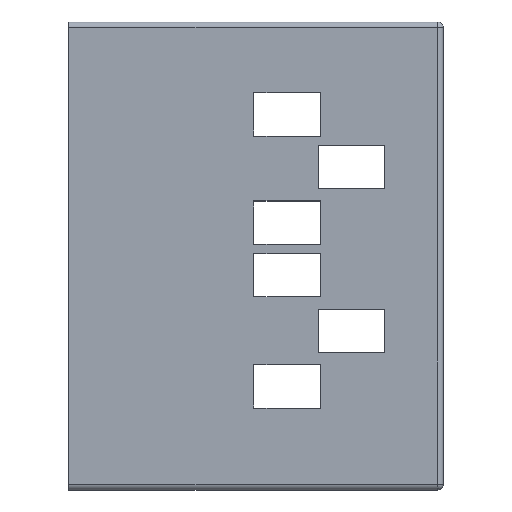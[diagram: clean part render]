
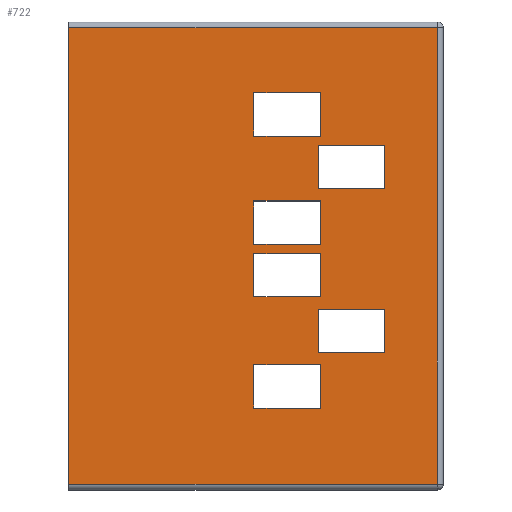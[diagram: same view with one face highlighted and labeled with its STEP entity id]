
A CAD part, top view. The second image highlights one B-rep face of the part: STEP entity #722.
In plain terms, the highlighted planar face has unit normal (0, 0, 1).
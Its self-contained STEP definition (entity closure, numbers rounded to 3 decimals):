
#21=FACE_BOUND('',#127,.T.);
#22=FACE_BOUND('',#128,.T.);
#23=FACE_BOUND('',#129,.T.);
#24=FACE_BOUND('',#130,.T.);
#25=FACE_BOUND('',#131,.T.);
#26=FACE_BOUND('',#132,.T.);
#34=PLANE('',#784);
#82=FACE_OUTER_BOUND('',#126,.T.);
#126=EDGE_LOOP('',(#585,#586,#587,#588));
#127=EDGE_LOOP('',(#589,#590,#591,#592));
#128=EDGE_LOOP('',(#593,#594,#595,#596));
#129=EDGE_LOOP('',(#597,#598,#599,#600));
#130=EDGE_LOOP('',(#601,#602,#603,#604));
#131=EDGE_LOOP('',(#605,#606,#607,#608));
#132=EDGE_LOOP('',(#609,#610,#611,#612));
#159=LINE('',#1016,#249);
#161=LINE('',#1026,#251);
#164=LINE('',#1033,#254);
#198=LINE('',#1100,#288);
#199=LINE('',#1104,#289);
#202=LINE('',#1110,#292);
#205=LINE('',#1116,#295);
#206=LINE('',#1118,#296);
#207=LINE('',#1120,#297);
#208=LINE('',#1121,#298);
#209=LINE('',#1123,#299);
#210=LINE('',#1125,#300);
#211=LINE('',#1126,#301);
#212=LINE('',#1129,#302);
#213=LINE('',#1131,#303);
#214=LINE('',#1133,#304);
#215=LINE('',#1134,#305);
#216=LINE('',#1137,#306);
#217=LINE('',#1139,#307);
#218=LINE('',#1141,#308);
#219=LINE('',#1142,#309);
#220=LINE('',#1145,#310);
#221=LINE('',#1147,#311);
#222=LINE('',#1149,#312);
#223=LINE('',#1150,#313);
#224=LINE('',#1152,#314);
#225=LINE('',#1154,#315);
#226=LINE('',#1155,#316);
#249=VECTOR('',#829,10.);
#251=VECTOR('',#841,10.);
#254=VECTOR('',#848,10.);
#288=VECTOR('',#896,10.);
#289=VECTOR('',#899,10.);
#292=VECTOR('',#904,10.);
#295=VECTOR('',#909,10.);
#296=VECTOR('',#910,10.);
#297=VECTOR('',#911,10.);
#298=VECTOR('',#912,10.);
#299=VECTOR('',#913,10.);
#300=VECTOR('',#914,10.);
#301=VECTOR('',#915,10.);
#302=VECTOR('',#916,10.);
#303=VECTOR('',#917,10.);
#304=VECTOR('',#918,10.);
#305=VECTOR('',#919,10.);
#306=VECTOR('',#920,10.);
#307=VECTOR('',#921,10.);
#308=VECTOR('',#922,10.);
#309=VECTOR('',#923,10.);
#310=VECTOR('',#924,10.);
#311=VECTOR('',#925,10.);
#312=VECTOR('',#926,10.);
#313=VECTOR('',#927,10.);
#314=VECTOR('',#928,10.);
#315=VECTOR('',#929,10.);
#316=VECTOR('',#930,10.);
#343=VERTEX_POINT('',#1009);
#345=VERTEX_POINT('',#1014);
#348=VERTEX_POINT('',#1022);
#349=VERTEX_POINT('',#1029);
#377=VERTEX_POINT('',#1102);
#378=VERTEX_POINT('',#1103);
#379=VERTEX_POINT('',#1108);
#380=VERTEX_POINT('',#1109);
#381=VERTEX_POINT('',#1114);
#382=VERTEX_POINT('',#1115);
#383=VERTEX_POINT('',#1117);
#384=VERTEX_POINT('',#1119);
#385=VERTEX_POINT('',#1122);
#386=VERTEX_POINT('',#1124);
#387=VERTEX_POINT('',#1127);
#388=VERTEX_POINT('',#1128);
#389=VERTEX_POINT('',#1130);
#390=VERTEX_POINT('',#1132);
#391=VERTEX_POINT('',#1135);
#392=VERTEX_POINT('',#1136);
#393=VERTEX_POINT('',#1138);
#394=VERTEX_POINT('',#1140);
#395=VERTEX_POINT('',#1143);
#396=VERTEX_POINT('',#1144);
#397=VERTEX_POINT('',#1146);
#398=VERTEX_POINT('',#1148);
#399=VERTEX_POINT('',#1151);
#400=VERTEX_POINT('',#1153);
#409=EDGE_CURVE('',#345,#343,#159,.T.);
#414=EDGE_CURVE('',#343,#348,#161,.T.);
#418=EDGE_CURVE('',#348,#349,#164,.T.);
#452=EDGE_CURVE('',#349,#345,#198,.T.);
#453=EDGE_CURVE('',#377,#378,#199,.T.);
#456=EDGE_CURVE('',#379,#380,#202,.T.);
#459=EDGE_CURVE('',#381,#382,#205,.T.);
#460=EDGE_CURVE('',#382,#383,#206,.T.);
#461=EDGE_CURVE('',#383,#384,#207,.T.);
#462=EDGE_CURVE('',#384,#381,#208,.T.);
#463=EDGE_CURVE('',#385,#379,#209,.T.);
#464=EDGE_CURVE('',#380,#386,#210,.T.);
#465=EDGE_CURVE('',#386,#385,#211,.T.);
#466=EDGE_CURVE('',#387,#388,#212,.T.);
#467=EDGE_CURVE('',#388,#389,#213,.T.);
#468=EDGE_CURVE('',#389,#390,#214,.T.);
#469=EDGE_CURVE('',#390,#387,#215,.T.);
#470=EDGE_CURVE('',#391,#392,#216,.T.);
#471=EDGE_CURVE('',#392,#393,#217,.T.);
#472=EDGE_CURVE('',#393,#394,#218,.T.);
#473=EDGE_CURVE('',#394,#391,#219,.T.);
#474=EDGE_CURVE('',#395,#396,#220,.T.);
#475=EDGE_CURVE('',#396,#397,#221,.T.);
#476=EDGE_CURVE('',#397,#398,#222,.T.);
#477=EDGE_CURVE('',#398,#395,#223,.T.);
#478=EDGE_CURVE('',#399,#377,#224,.T.);
#479=EDGE_CURVE('',#378,#400,#225,.T.);
#480=EDGE_CURVE('',#400,#399,#226,.T.);
#585=ORIENTED_EDGE('',*,*,#409,.F.);
#586=ORIENTED_EDGE('',*,*,#452,.F.);
#587=ORIENTED_EDGE('',*,*,#418,.F.);
#588=ORIENTED_EDGE('',*,*,#414,.F.);
#589=ORIENTED_EDGE('',*,*,#459,.T.);
#590=ORIENTED_EDGE('',*,*,#460,.T.);
#591=ORIENTED_EDGE('',*,*,#461,.T.);
#592=ORIENTED_EDGE('',*,*,#462,.T.);
#593=ORIENTED_EDGE('',*,*,#463,.T.);
#594=ORIENTED_EDGE('',*,*,#456,.T.);
#595=ORIENTED_EDGE('',*,*,#464,.T.);
#596=ORIENTED_EDGE('',*,*,#465,.T.);
#597=ORIENTED_EDGE('',*,*,#466,.T.);
#598=ORIENTED_EDGE('',*,*,#467,.T.);
#599=ORIENTED_EDGE('',*,*,#468,.T.);
#600=ORIENTED_EDGE('',*,*,#469,.T.);
#601=ORIENTED_EDGE('',*,*,#470,.T.);
#602=ORIENTED_EDGE('',*,*,#471,.T.);
#603=ORIENTED_EDGE('',*,*,#472,.T.);
#604=ORIENTED_EDGE('',*,*,#473,.T.);
#605=ORIENTED_EDGE('',*,*,#474,.T.);
#606=ORIENTED_EDGE('',*,*,#475,.T.);
#607=ORIENTED_EDGE('',*,*,#476,.T.);
#608=ORIENTED_EDGE('',*,*,#477,.T.);
#609=ORIENTED_EDGE('',*,*,#478,.T.);
#610=ORIENTED_EDGE('',*,*,#453,.T.);
#611=ORIENTED_EDGE('',*,*,#479,.T.);
#612=ORIENTED_EDGE('',*,*,#480,.T.);
#722=ADVANCED_FACE('',(#82,#21,#22,#23,#24,#25,#26),#34,.F.);
#784=AXIS2_PLACEMENT_3D('',#1113,#907,#908);
#829=DIRECTION('',(1.,0.,0.));
#841=DIRECTION('',(0.,-1.,0.));
#848=DIRECTION('',(-1.,0.,0.));
#896=DIRECTION('',(0.,1.,0.));
#899=DIRECTION('',(0.,-1.,0.));
#904=DIRECTION('',(0.,-1.,0.));
#907=DIRECTION('center_axis',(0.,0.,-1.));
#908=DIRECTION('ref_axis',(-1.,0.,0.));
#909=DIRECTION('',(-1.,0.,0.));
#910=DIRECTION('',(0.,1.,0.));
#911=DIRECTION('',(1.,0.,0.));
#912=DIRECTION('',(0.,-1.,0.));
#913=DIRECTION('',(1.,0.,0.));
#914=DIRECTION('',(-1.,0.,0.));
#915=DIRECTION('',(0.,1.,0.));
#916=DIRECTION('',(-1.,0.,0.));
#917=DIRECTION('',(0.,1.,0.));
#918=DIRECTION('',(1.,0.,0.));
#919=DIRECTION('',(0.,-1.,0.));
#920=DIRECTION('',(-1.,0.,0.));
#921=DIRECTION('',(0.,1.,0.));
#922=DIRECTION('',(1.,0.,0.));
#923=DIRECTION('',(0.,-1.,0.));
#924=DIRECTION('',(-1.,0.,0.));
#925=DIRECTION('',(0.,1.,0.));
#926=DIRECTION('',(1.,0.,0.));
#927=DIRECTION('',(0.,-1.,0.));
#928=DIRECTION('',(1.,0.,0.));
#929=DIRECTION('',(-1.,0.,0.));
#930=DIRECTION('',(0.,1.,0.));
#1009=CARTESIAN_POINT('',(233.163,490.799,543.163));
#1014=CARTESIAN_POINT('',(170.163,490.799,543.163));
#1016=CARTESIAN_POINT('',(219.163,490.799,543.163));
#1022=CARTESIAN_POINT('',(233.163,412.799,543.163));
#1026=CARTESIAN_POINT('',(233.163,436.799,543.163));
#1029=CARTESIAN_POINT('',(170.163,412.799,543.163));
#1033=CARTESIAN_POINT('',(219.163,412.799,543.163));
#1100=CARTESIAN_POINT('',(170.163,436.799,543.163));
#1102=CARTESIAN_POINT('',(224.2,470.7,543.163));
#1103=CARTESIAN_POINT('',(224.2,463.3,543.163));
#1104=CARTESIAN_POINT('',(224.2,442.3,543.163));
#1108=CARTESIAN_POINT('',(224.2,442.7,543.163));
#1109=CARTESIAN_POINT('',(224.2,435.3,543.163));
#1110=CARTESIAN_POINT('',(224.2,428.3,543.163));
#1113=CARTESIAN_POINT('Origin',(219.163,421.799,543.163));
#1114=CARTESIAN_POINT('',(213.2,425.8,543.163));
#1115=CARTESIAN_POINT('',(201.8,425.8,543.163));
#1116=CARTESIAN_POINT('',(210.982,425.8,543.163));
#1117=CARTESIAN_POINT('',(201.8,433.2,543.163));
#1118=CARTESIAN_POINT('',(201.8,427.75,543.163));
#1119=CARTESIAN_POINT('',(213.2,433.2,543.163));
#1120=CARTESIAN_POINT('',(210.982,433.2,543.163));
#1121=CARTESIAN_POINT('',(213.2,427.25,543.163));
#1122=CARTESIAN_POINT('',(212.8,442.7,543.163));
#1123=CARTESIAN_POINT('',(221.182,442.7,543.163));
#1124=CARTESIAN_POINT('',(212.8,435.3,543.163));
#1125=CARTESIAN_POINT('',(221.182,435.3,543.163));
#1126=CARTESIAN_POINT('',(212.8,432.,543.163));
#1127=CARTESIAN_POINT('',(213.2,444.8,543.163));
#1128=CARTESIAN_POINT('',(201.8,444.8,543.163));
#1129=CARTESIAN_POINT('',(210.982,444.8,543.163));
#1130=CARTESIAN_POINT('',(201.8,452.2,543.163));
#1131=CARTESIAN_POINT('',(201.8,437.25,543.163));
#1132=CARTESIAN_POINT('',(213.2,452.2,543.163));
#1133=CARTESIAN_POINT('',(210.982,452.2,543.163));
#1134=CARTESIAN_POINT('',(213.2,436.75,543.163));
#1135=CARTESIAN_POINT('',(213.2,453.8,543.163));
#1136=CARTESIAN_POINT('',(201.8,453.8,543.163));
#1137=CARTESIAN_POINT('',(210.982,453.8,543.163));
#1138=CARTESIAN_POINT('',(201.8,461.2,543.163));
#1139=CARTESIAN_POINT('',(201.8,441.75,543.163));
#1140=CARTESIAN_POINT('',(213.2,461.2,543.163));
#1141=CARTESIAN_POINT('',(210.982,461.2,543.163));
#1142=CARTESIAN_POINT('',(213.2,441.25,543.163));
#1143=CARTESIAN_POINT('',(213.2,472.3,543.163));
#1144=CARTESIAN_POINT('',(201.8,472.3,543.163));
#1145=CARTESIAN_POINT('',(210.982,472.3,543.163));
#1146=CARTESIAN_POINT('',(201.8,479.7,543.163));
#1147=CARTESIAN_POINT('',(201.8,451.,543.163));
#1148=CARTESIAN_POINT('',(213.2,479.7,543.163));
#1149=CARTESIAN_POINT('',(210.982,479.7,543.163));
#1150=CARTESIAN_POINT('',(213.2,450.5,543.163));
#1151=CARTESIAN_POINT('',(212.8,470.7,543.163));
#1152=CARTESIAN_POINT('',(221.182,470.7,543.163));
#1153=CARTESIAN_POINT('',(212.8,463.3,543.163));
#1154=CARTESIAN_POINT('',(221.182,463.3,543.163));
#1155=CARTESIAN_POINT('',(212.8,446.,543.163));
